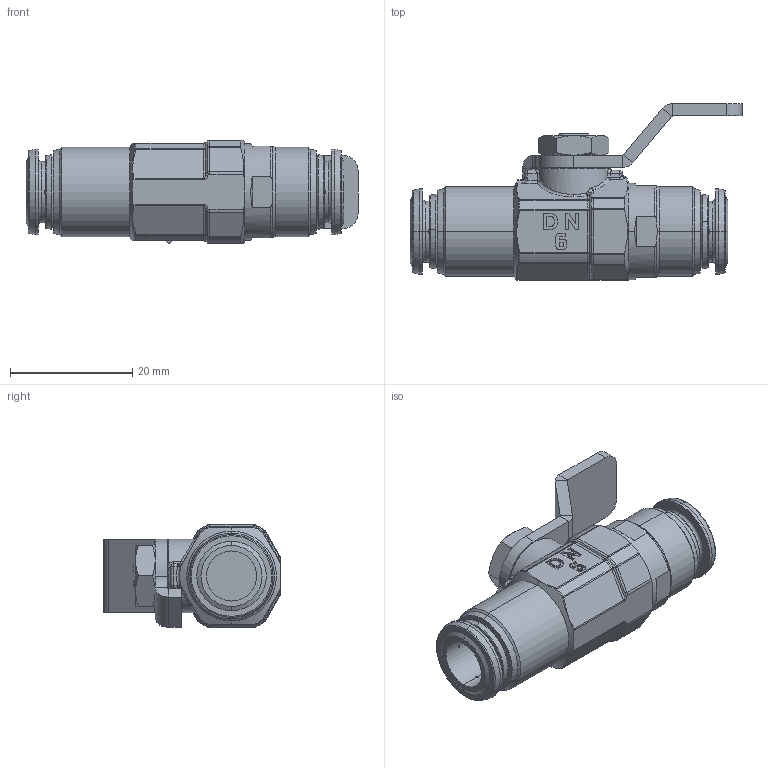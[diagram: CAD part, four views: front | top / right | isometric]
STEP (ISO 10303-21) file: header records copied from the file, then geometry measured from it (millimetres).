
FILE_DESCRIPTION (( 'STEP AP214' ), '1' );
FILE_NAME ('6656000003.STEP', '2019-11-22T12:58:13', ( 'admin' ), ( '' ), 'SwSTEP 2.0', 'SolidWorks 2016', '' );
FILE_SCHEMA (( 'AUTOMOTIVE_DESIGN' ));
Length unit declared in the file: millimetre
Products named in the file (1): 6656000003
Bounding box: 54.37 x 28.95 x 17 mm (x, y, z)
Volume: 9122.7 mm3; surface area: 5181.4 mm2
Topology: 1 solids, 1 shells, 508 faces, 1245 edges, 733 vertices
Faces by surface type: plane 150, bspline 122, cylinder 111, cone 58, torus 35, sphere 32
Entity records: 16605 total; most frequent: CARTESIAN_POINT 5610, ORIENTED_EDGE 2466, DIRECTION 2120, EDGE_CURVE 1233, AXIS2_PLACEMENT_3D 845, VERTEX_POINT 733, EDGE_LOOP 532, FACE_OUTER_BOUND 508
